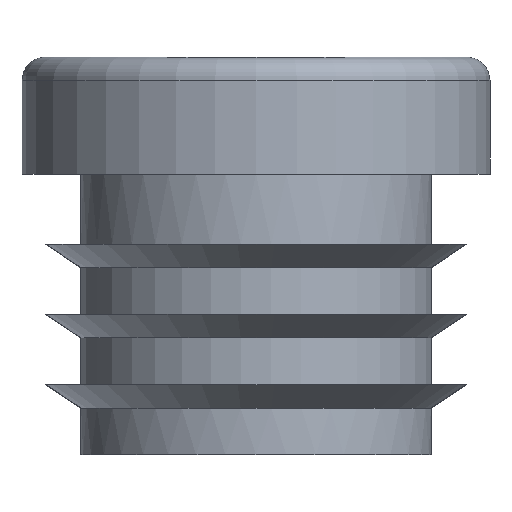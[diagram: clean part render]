
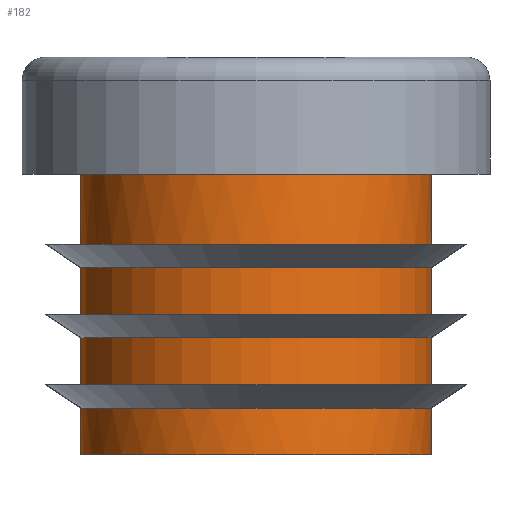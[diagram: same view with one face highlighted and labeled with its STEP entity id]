
A CAD part, left-side view. The second image highlights one B-rep face of the part: STEP entity #182.
In plain terms, the highlighted cylindrical face has radius 7.5 mm (diameter 15 mm), a partial arc.
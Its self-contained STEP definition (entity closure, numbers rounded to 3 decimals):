
#182 = ADVANCED_FACE( '', ( #385, #386, #387, #388 ), #389, .T. );
#385 = FACE_BOUND( '', #610, .T. );
#386 = FACE_OUTER_BOUND( '', #611, .T. );
#387 = FACE_BOUND( '', #612, .T. );
#388 = FACE_BOUND( '', #613, .T. );
#389 = CYLINDRICAL_SURFACE( '', #614, 7.5 );
#610 = EDGE_LOOP( '', ( #1051, #1052, #1053, #1054 ) );
#611 = EDGE_LOOP( '', ( #1055, #1056, #1057, #1058 ) );
#612 = EDGE_LOOP( '', ( #1059, #1060, #1061, #1062 ) );
#613 = EDGE_LOOP( '', ( #1063, #1064, #1065, #1066 ) );
#614 = AXIS2_PLACEMENT_3D( '', #1067, #1068, #1069 );
#1051 = ORIENTED_EDGE( '', *, *, #1392, .T. );
#1052 = ORIENTED_EDGE( '', *, *, #1438, .T. );
#1053 = ORIENTED_EDGE( '', *, *, #1374, .F. );
#1054 = ORIENTED_EDGE( '', *, *, #1435, .F. );
#1055 = ORIENTED_EDGE( '', *, *, #1428, .T. );
#1056 = ORIENTED_EDGE( '', *, *, #1439, .F. );
#1057 = ORIENTED_EDGE( '', *, *, #1386, .F. );
#1058 = ORIENTED_EDGE( '', *, *, #1369, .T. );
#1059 = ORIENTED_EDGE( '', *, *, #1423, .T. );
#1060 = ORIENTED_EDGE( '', *, *, #1382, .T. );
#1061 = ORIENTED_EDGE( '', *, *, #1324, .F. );
#1062 = ORIENTED_EDGE( '', *, *, #1377, .F. );
#1063 = ORIENTED_EDGE( '', *, *, #1421, .T. );
#1064 = ORIENTED_EDGE( '', *, *, #1304, .T. );
#1065 = ORIENTED_EDGE( '', *, *, #1395, .F. );
#1066 = ORIENTED_EDGE( '', *, *, #1440, .F. );
#1067 = CARTESIAN_POINT( '', ( -14., 0., 12. ) );
#1068 = DIRECTION( '', ( 0., 0., 1. ) );
#1069 = DIRECTION( '', ( -1., 0., 0. ) );
#1304 = EDGE_CURVE( '', #1546, #1551, #1553, .T. );
#1324 = EDGE_CURVE( '', #1585, #1587, #1588, .T. );
#1369 = EDGE_CURVE( '', #1656, #1654, #1657, .T. );
#1374 = EDGE_CURVE( '', #1663, #1665, #1666, .T. );
#1377 = EDGE_CURVE( '', #1669, #1585, #1670, .T. );
#1382 = EDGE_CURVE( '', #1675, #1587, #1677, .T. );
#1386 = EDGE_CURVE( '', #1656, #1681, #1682, .T. );
#1392 = EDGE_CURVE( '', #1688, #1690, #1692, .T. );
#1395 = EDGE_CURVE( '', #1694, #1551, #1696, .T. );
#1421 = EDGE_CURVE( '', #1728, #1546, #1730, .T. );
#1423 = EDGE_CURVE( '', #1669, #1675, #1732, .T. );
#1428 = EDGE_CURVE( '', #1654, #1739, #1740, .T. );
#1435 = EDGE_CURVE( '', #1688, #1663, #1749, .T. );
#1438 = EDGE_CURVE( '', #1690, #1665, #1752, .T. );
#1439 = EDGE_CURVE( '', #1681, #1739, #1753, .T. );
#1440 = EDGE_CURVE( '', #1728, #1694, #1754, .T. );
#1546 = VERTEX_POINT( '', #1888 );
#1551 = VERTEX_POINT( '', #1894 );
#1553 = CIRCLE( '', #1897, 7.5 );
#1585 = VERTEX_POINT( '', #1938 );
#1587 = VERTEX_POINT( '', #1941 );
#1588 = LINE( '', #1942, #1943 );
#1654 = VERTEX_POINT( '', #2035 );
#1656 = VERTEX_POINT( '', #2038 );
#1657 = LINE( '', #2039, #2040 );
#1663 = VERTEX_POINT( '', #2048 );
#1665 = VERTEX_POINT( '', #2051 );
#1666 = LINE( '', #2052, #2053 );
#1669 = VERTEX_POINT( '', #2057 );
#1670 = CIRCLE( '', #2058, 7.5 );
#1675 = VERTEX_POINT( '', #2064 );
#1677 = CIRCLE( '', #2067, 7.5 );
#1681 = VERTEX_POINT( '', #2073 );
#1682 = CIRCLE( '', #2074, 7.5 );
#1688 = VERTEX_POINT( '', #2081 );
#1690 = VERTEX_POINT( '', #2084 );
#1692 = LINE( '', #2087, #2088 );
#1694 = VERTEX_POINT( '', #2090 );
#1696 = LINE( '', #2093, #2094 );
#1728 = VERTEX_POINT( '', #2138 );
#1730 = LINE( '', #2141, #2142 );
#1732 = LINE( '', #2144, #2145 );
#1739 = VERTEX_POINT( '', #2154 );
#1740 = CIRCLE( '', #2155, 7.5 );
#1749 = CIRCLE( '', #2167, 7.5 );
#1752 = CIRCLE( '', #2170, 7.5 );
#1753 = LINE( '', #2171, #2172 );
#1754 = CIRCLE( '', #2173, 7.5 );
#1888 = CARTESIAN_POINT( '', ( -14.654, -7.471, 2. ) );
#1894 = CARTESIAN_POINT( '', ( -14.654, 7.471, 2. ) );
#1897 = AXIS2_PLACEMENT_3D( '', #2285, #2286, #2287 );
#1938 = CARTESIAN_POINT( '', ( -14.654, 7.471, 9. ) );
#1941 = CARTESIAN_POINT( '', ( -14.654, 7.471, 8. ) );
#1942 = CARTESIAN_POINT( '', ( -14.654, 7.471, 9. ) );
#1943 = VECTOR( '', #2310, 1000. );
#2035 = CARTESIAN_POINT( '', ( -14., 7.5, 0. ) );
#2038 = CARTESIAN_POINT( '', ( -14., 7.5, 12. ) );
#2039 = CARTESIAN_POINT( '', ( -14., 7.5, 12. ) );
#2040 = VECTOR( '', #2356, 1000. );
#2048 = CARTESIAN_POINT( '', ( -14.654, 7.471, 6. ) );
#2051 = CARTESIAN_POINT( '', ( -14.654, 7.471, 5. ) );
#2052 = CARTESIAN_POINT( '', ( -14.654, 7.471, 6. ) );
#2053 = VECTOR( '', #2360, 1000. );
#2057 = CARTESIAN_POINT( '', ( -14.654, -7.471, 9. ) );
#2058 = AXIS2_PLACEMENT_3D( '', #2362, #2363, #2364 );
#2064 = CARTESIAN_POINT( '', ( -14.654, -7.471, 8. ) );
#2067 = AXIS2_PLACEMENT_3D( '', #2370, #2371, #2372 );
#2073 = CARTESIAN_POINT( '', ( -14., -7.5, 12. ) );
#2074 = AXIS2_PLACEMENT_3D( '', #2375, #2376, #2377 );
#2081 = CARTESIAN_POINT( '', ( -14.654, -7.471, 6. ) );
#2084 = CARTESIAN_POINT( '', ( -14.654, -7.471, 5. ) );
#2087 = CARTESIAN_POINT( '', ( -14.654, -7.471, 6. ) );
#2088 = VECTOR( '', #2384, 1000. );
#2090 = CARTESIAN_POINT( '', ( -14.654, 7.471, 3. ) );
#2093 = CARTESIAN_POINT( '', ( -14.654, 7.471, 3. ) );
#2094 = VECTOR( '', #2386, 1000. );
#2138 = CARTESIAN_POINT( '', ( -14.654, -7.471, 3. ) );
#2141 = CARTESIAN_POINT( '', ( -14.654, -7.471, 3. ) );
#2142 = VECTOR( '', #2406, 1000. );
#2144 = CARTESIAN_POINT( '', ( -14.654, -7.471, 9. ) );
#2145 = VECTOR( '', #2407, 1000. );
#2154 = CARTESIAN_POINT( '', ( -14., -7.5, 0. ) );
#2155 = AXIS2_PLACEMENT_3D( '', #2413, #2414, #2415 );
#2167 = AXIS2_PLACEMENT_3D( '', #2422, #2423, #2424 );
#2170 = AXIS2_PLACEMENT_3D( '', #2428, #2429, #2430 );
#2171 = CARTESIAN_POINT( '', ( -14., -7.5, 12. ) );
#2172 = VECTOR( '', #2431, 1000. );
#2173 = AXIS2_PLACEMENT_3D( '', #2432, #2433, #2434 );
#2285 = CARTESIAN_POINT( '', ( -14., 0., 2. ) );
#2286 = DIRECTION( '', ( 0., 0., -1. ) );
#2287 = DIRECTION( '', ( -1., 0., 0. ) );
#2310 = DIRECTION( '', ( 0., 0., -1. ) );
#2356 = DIRECTION( '', ( 0., 0., -1. ) );
#2360 = DIRECTION( '', ( 0., 0., -1. ) );
#2362 = CARTESIAN_POINT( '', ( -14., 0., 9. ) );
#2363 = DIRECTION( '', ( 0., 0., -1. ) );
#2364 = DIRECTION( '', ( -1., 0., 0. ) );
#2370 = CARTESIAN_POINT( '', ( -14., 0., 8. ) );
#2371 = DIRECTION( '', ( 0., 0., -1. ) );
#2372 = DIRECTION( '', ( -1., 0., 0. ) );
#2375 = CARTESIAN_POINT( '', ( -14., 0., 12. ) );
#2376 = DIRECTION( '', ( 0., 0., 1. ) );
#2377 = DIRECTION( '', ( 1., 0., 0. ) );
#2384 = DIRECTION( '', ( 0., 0., -1. ) );
#2386 = DIRECTION( '', ( 0., 0., -1. ) );
#2406 = DIRECTION( '', ( 0., 0., -1. ) );
#2407 = DIRECTION( '', ( 0., 0., -1. ) );
#2413 = CARTESIAN_POINT( '', ( -14., 0., 0. ) );
#2414 = DIRECTION( '', ( 0., 0., 1. ) );
#2415 = DIRECTION( '', ( 1., 0., 0. ) );
#2422 = CARTESIAN_POINT( '', ( -14., 0., 6. ) );
#2423 = DIRECTION( '', ( 0., 0., -1. ) );
#2424 = DIRECTION( '', ( -1., 0., 0. ) );
#2428 = CARTESIAN_POINT( '', ( -14., 0., 5. ) );
#2429 = DIRECTION( '', ( 0., 0., -1. ) );
#2430 = DIRECTION( '', ( -1., 0., 0. ) );
#2431 = DIRECTION( '', ( 0., 0., -1. ) );
#2432 = CARTESIAN_POINT( '', ( -14., 0., 3. ) );
#2433 = DIRECTION( '', ( 0., 0., -1. ) );
#2434 = DIRECTION( '', ( -1., 0., 0. ) );
